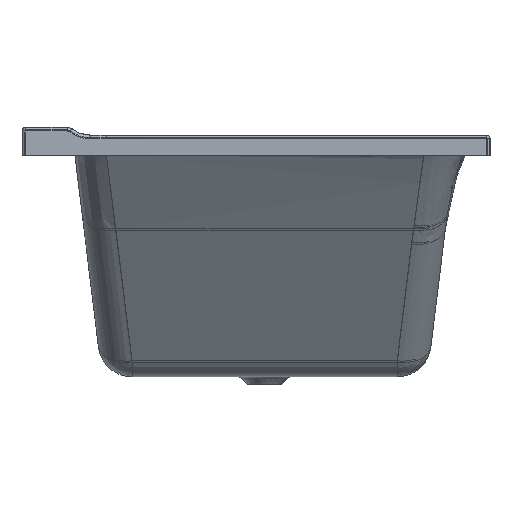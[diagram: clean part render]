
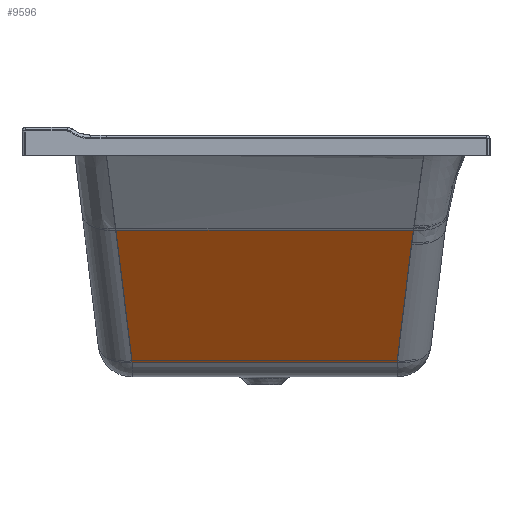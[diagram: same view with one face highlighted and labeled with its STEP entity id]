
A CAD part, front view. The second image highlights one B-rep face of the part: STEP entity #9596.
In plain terms, the highlighted face is planar.
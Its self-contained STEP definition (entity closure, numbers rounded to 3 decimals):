
#8328=CARTESIAN_POINT('',(-595.253,-271.637,42.718));
#8329=VERTEX_POINT('',#8328);
#8563=CARTESIAN_POINT('',(-754.418,-299.547,270.03));
#8564=VERTEX_POINT('',#8563);
#8572=CARTESIAN_POINT('',(-595.253,-271.637,42.718));
#8573=DIRECTION('',(-0.571,-0.1,0.815));
#8574=VECTOR('',#8573,278.897);
#8575=LINE('',#8572,#8574);
#8576=EDGE_CURVE('',#8329,#8564,#8575,.T.);
#8837=CARTESIAN_POINT('',(-595.253,238.436,42.718));
#8838=VERTEX_POINT('',#8837);
#8839=CARTESIAN_POINT('',(-595.253,-271.637,42.718));
#8840=DIRECTION('',(0.0,1.0,0.0));
#8841=VECTOR('',#8840,510.072);
#8842=LINE('',#8839,#8841);
#8843=EDGE_CURVE('',#8329,#8838,#8842,.T.);
#9544=CARTESIAN_POINT('',(-773.396,-303.189,297.132));
#9545=VERTEX_POINT('',#9544);
#9558=CARTESIAN_POINT('',(-773.396,-303.189,297.132));
#9559=CARTESIAN_POINT('',(-770.243,-302.527,292.629));
#9560=CARTESIAN_POINT('',(-767.084,-301.895,288.118));
#9561=CARTESIAN_POINT('',(-763.921,-301.289,283.601));
#9562=CARTESIAN_POINT('',(-760.758,-300.683,279.083));
#9563=CARTESIAN_POINT('',(-757.59,-300.103,274.559));
#9564=CARTESIAN_POINT('',(-754.418,-299.547,270.03));
#9565=B_SPLINE_CURVE_WITH_KNOTS('',3,(#9558,#9559,#9560,#9561,#9562,#9563,#9564),.UNSPECIFIED.,.F.,.U.,(4,3,4),(438.936,458.62,478.304),.UNSPECIFIED.);
#9566=EDGE_CURVE('',#9545,#8564,#9565,.T.);
#9572=CARTESIAN_POINT('',(-577.338,0.0,17.132));
#9573=DIRECTION('',(-0.819,0.0,-0.574));
#9574=DIRECTION('',(-0.574,0.0,0.819));
#9575=AXIS2_PLACEMENT_3D('',#9572,#9573,#9574);
#9576=PLANE('',#9575);
#9577=ORIENTED_EDGE('',*,*,#8576,.T.);
#9578=ORIENTED_EDGE('',*,*,#9566,.F.);
#9579=CARTESIAN_POINT('',(-773.396,269.674,297.132));
#9580=VERTEX_POINT('',#9579);
#9581=CARTESIAN_POINT('',(-773.396,-303.189,297.132));
#9582=DIRECTION('',(0.0,1.0,0.0));
#9583=VECTOR('',#9582,572.863);
#9584=LINE('',#9581,#9583);
#9585=EDGE_CURVE('',#9545,#9580,#9584,.T.);
#9586=ORIENTED_EDGE('',*,*,#9585,.T.);
#9587=CARTESIAN_POINT('',(-773.396,269.674,297.132));
#9588=DIRECTION('',(0.571,-0.1,-0.815));
#9589=VECTOR('',#9588,312.15);
#9590=LINE('',#9587,#9589);
#9591=EDGE_CURVE('',#9580,#8838,#9590,.T.);
#9592=ORIENTED_EDGE('',*,*,#9591,.T.);
#9593=ORIENTED_EDGE('',*,*,#8843,.F.);
#9594=EDGE_LOOP('',(#9577,#9578,#9586,#9592,#9593));
#9595=FACE_OUTER_BOUND('',#9594,.T.);
#9596=ADVANCED_FACE('',(#9595),#9576,.T.);
